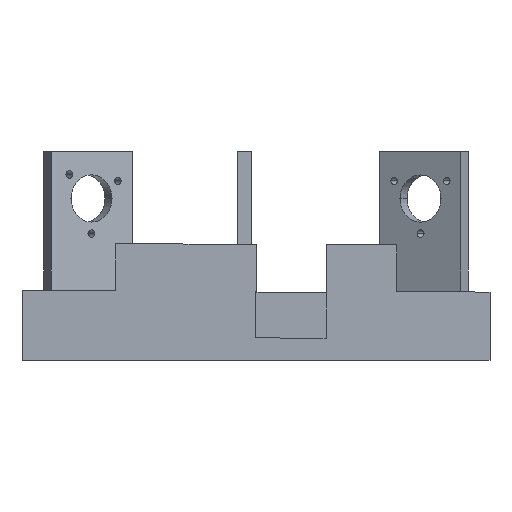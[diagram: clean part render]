
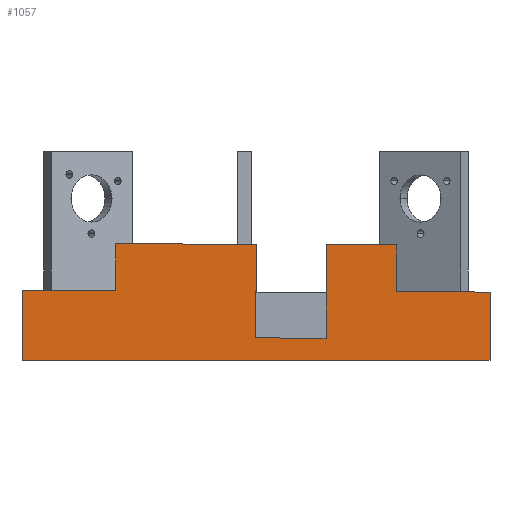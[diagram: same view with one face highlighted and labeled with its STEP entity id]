
A CAD part, front view. The second image highlights one B-rep face of the part: STEP entity #1057.
In plain terms, the highlighted planar face has unit normal (0, -1, 0).
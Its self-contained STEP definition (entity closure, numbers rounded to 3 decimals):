
#7 = CARTESIAN_POINT ( 'NONE',  ( 10.082, 0., -114.236 ) ) ;
#80 = LINE ( 'NONE', #2658, #2763 ) ;
#84 = DIRECTION ( 'NONE',  ( 0., 1., 0. ) ) ;
#92 = ORIENTED_EDGE ( 'NONE', *, *, #585, .F. ) ;
#110 = EDGE_CURVE ( 'NONE', #2046, #1205, #262, .T. ) ;
#114 = ORIENTED_EDGE ( 'NONE', *, *, #1935, .F. ) ;
#130 = VECTOR ( 'NONE', #1634, 1000. ) ;
#134 = PLANE ( 'NONE',  #2636 ) ;
#148 = EDGE_LOOP ( 'NONE', ( #856, #92, #2092, #542, #988, #2187, #114, #1333, #1746, #2603, #1621, #2511 ) ) ;
#156 = VECTOR ( 'NONE', #2554, 1000. ) ;
#171 = CARTESIAN_POINT ( 'NONE',  ( 10.082, 0., -114.236 ) ) ;
#199 = EDGE_CURVE ( 'NONE', #2578, #2395, #461, .T. ) ;
#209 = CARTESIAN_POINT ( 'NONE',  ( 50., 0., -163.579 ) ) ;
#221 = VERTEX_POINT ( 'NONE', #1963 ) ;
#233 = LINE ( 'NONE', #2363, #1779 ) ;
#262 = LINE ( 'NONE', #960, #2966 ) ;
#289 = CARTESIAN_POINT ( 'NONE',  ( -0.551, 0., -134.192 ) ) ;
#303 = VECTOR ( 'NONE', #2565, 1000. ) ;
#330 = EDGE_CURVE ( 'NONE', #929, #2578, #80, .T. ) ;
#336 = DIRECTION ( 'NONE',  ( 1., 0., -0.004 ) ) ;
#378 = VECTOR ( 'NONE', #896, 1000. ) ;
#444 = VERTEX_POINT ( 'NONE', #2492 ) ;
#461 = LINE ( 'NONE', #2335, #130 ) ;
#477 = EDGE_CURVE ( 'NONE', #2395, #444, #883, .T. ) ;
#488 = VECTOR ( 'NONE', #336, 1000. ) ;
#542 = ORIENTED_EDGE ( 'NONE', *, *, #869, .F. ) ;
#585 = EDGE_CURVE ( 'NONE', #1455, #929, #3075, .T. ) ;
#659 = EDGE_CURVE ( 'NONE', #444, #718, #1239, .T. ) ;
#683 = VECTOR ( 'NONE', #1890, 1000. ) ;
#702 = CARTESIAN_POINT ( 'NONE',  ( -19.918, 0., -114.113 ) ) ;
#718 = VERTEX_POINT ( 'NONE', #2990 ) ;
#723 = CARTESIAN_POINT ( 'NONE',  ( -49.918, 0., -113.989 ) ) ;
#727 = VERTEX_POINT ( 'NONE', #2975 ) ;
#730 = LINE ( 'NONE', #3069, #683 ) ;
#770 = CARTESIAN_POINT ( 'NONE',  ( 0., 0., 0. ) ) ;
#839 = DIRECTION ( 'NONE',  ( 0., 0., 1. ) ) ;
#856 = ORIENTED_EDGE ( 'NONE', *, *, #330, .F. ) ;
#869 = EDGE_CURVE ( 'NONE', #2673, #2974, #879, .T. ) ;
#879 = LINE ( 'NONE', #1218, #303 ) ;
#880 = CARTESIAN_POINT ( 'NONE',  ( -150., 0., 0. ) ) ;
#883 = LINE ( 'NONE', #7, #378 ) ;
#896 = DIRECTION ( 'NONE',  ( -0.004, 0., -1. ) ) ;
#929 = VERTEX_POINT ( 'NONE', #2814 ) ;
#960 = CARTESIAN_POINT ( 'NONE',  ( 0., 0., -163.579 ) ) ;
#988 = ORIENTED_EDGE ( 'NONE', *, *, #1299, .T. ) ;
#1057 = ADVANCED_FACE ( 'NONE', ( #1985 ), #134, .F. ) ;
#1068 = LINE ( 'NONE', #880, #2889 ) ;
#1160 = CARTESIAN_POINT ( 'NONE',  ( -0.633, 0., -154.192 ) ) ;
#1205 = VERTEX_POINT ( 'NONE', #209 ) ;
#1218 = CARTESIAN_POINT ( 'NONE',  ( -0.469, 0., -114.192 ) ) ;
#1219 = CARTESIAN_POINT ( 'NONE',  ( -109.918, 0., -113.743 ) ) ;
#1239 = LINE ( 'NONE', #2201, #1341 ) ;
#1244 = CARTESIAN_POINT ( 'NONE',  ( -50.082, 0., -153.989 ) ) ;
#1250 = EDGE_CURVE ( 'NONE', #718, #1205, #730, .T. ) ;
#1299 = EDGE_CURVE ( 'NONE', #2673, #727, #233, .T. ) ;
#1333 = ORIENTED_EDGE ( 'NONE', *, *, #110, .T. ) ;
#1341 = VECTOR ( 'NONE', #1973, 1000. ) ;
#1418 = CARTESIAN_POINT ( 'NONE',  ( -150., 0., -163.579 ) ) ;
#1455 = VERTEX_POINT ( 'NONE', #1244 ) ;
#1590 = CARTESIAN_POINT ( 'NONE',  ( -50.082, 0., -153.989 ) ) ;
#1611 = EDGE_CURVE ( 'NONE', #1455, #2974, #2790, .T. ) ;
#1621 = ORIENTED_EDGE ( 'NONE', *, *, #477, .F. ) ;
#1634 = DIRECTION ( 'NONE',  ( 1., 0., -0.004 ) ) ;
#1730 = DIRECTION ( 'NONE',  ( 0., 0., 1. ) ) ;
#1746 = ORIENTED_EDGE ( 'NONE', *, *, #1250, .F. ) ;
#1779 = VECTOR ( 'NONE', #2125, 1000. ) ;
#1801 = EDGE_CURVE ( 'NONE', #221, #727, #2170, .T. ) ;
#1890 = DIRECTION ( 'NONE',  ( 0., 0., -1. ) ) ;
#1935 = EDGE_CURVE ( 'NONE', #2046, #221, #1068, .T. ) ;
#1963 = CARTESIAN_POINT ( 'NONE',  ( -150., 0., -133.579 ) ) ;
#1973 = DIRECTION ( 'NONE',  ( 1., 0., -0.004 ) ) ;
#1985 = FACE_OUTER_BOUND ( 'NONE', #148, .T. ) ;
#2010 = VECTOR ( 'NONE', #2834, 1000. ) ;
#2046 = VERTEX_POINT ( 'NONE', #1418 ) ;
#2092 = ORIENTED_EDGE ( 'NONE', *, *, #1611, .T. ) ;
#2125 = DIRECTION ( 'NONE',  ( -0.004, 0., -1. ) ) ;
#2170 = LINE ( 'NONE', #289, #488 ) ;
#2187 = ORIENTED_EDGE ( 'NONE', *, *, #1801, .F. ) ;
#2201 = CARTESIAN_POINT ( 'NONE',  ( -0.551, 0., -134.192 ) ) ;
#2206 = DIRECTION ( 'NONE',  ( 0.004, 0., 1. ) ) ;
#2335 = CARTESIAN_POINT ( 'NONE',  ( -0.469, 0., -114.192 ) ) ;
#2363 = CARTESIAN_POINT ( 'NONE',  ( -109.918, 0., -113.743 ) ) ;
#2393 = DIRECTION ( 'NONE',  ( 1., 0., 0. ) ) ;
#2395 = VERTEX_POINT ( 'NONE', #171 ) ;
#2492 = CARTESIAN_POINT ( 'NONE',  ( 10., 0., -134.235 ) ) ;
#2511 = ORIENTED_EDGE ( 'NONE', *, *, #199, .F. ) ;
#2554 = DIRECTION ( 'NONE',  ( 0.004, 0., 1. ) ) ;
#2565 = DIRECTION ( 'NONE',  ( 1., 0., -0.004 ) ) ;
#2578 = VERTEX_POINT ( 'NONE', #702 ) ;
#2603 = ORIENTED_EDGE ( 'NONE', *, *, #659, .F. ) ;
#2636 = AXIS2_PLACEMENT_3D ( 'NONE', #770, #84, #1730 ) ;
#2658 = CARTESIAN_POINT ( 'NONE',  ( -20.082, 0., -154.112 ) ) ;
#2673 = VERTEX_POINT ( 'NONE', #1219 ) ;
#2763 = VECTOR ( 'NONE', #2206, 1000. ) ;
#2790 = LINE ( 'NONE', #1590, #156 ) ;
#2814 = CARTESIAN_POINT ( 'NONE',  ( -20.082, 0., -154.112 ) ) ;
#2834 = DIRECTION ( 'NONE',  ( 1., 0., -0.004 ) ) ;
#2889 = VECTOR ( 'NONE', #839, 1000. ) ;
#2966 = VECTOR ( 'NONE', #2393, 1000. ) ;
#2974 = VERTEX_POINT ( 'NONE', #723 ) ;
#2975 = CARTESIAN_POINT ( 'NONE',  ( -110., 0., -133.743 ) ) ;
#2990 = CARTESIAN_POINT ( 'NONE',  ( 50., 0., -134.4 ) ) ;
#3069 = CARTESIAN_POINT ( 'NONE',  ( 50., 0., 0. ) ) ;
#3075 = LINE ( 'NONE', #1160, #2010 ) ;
